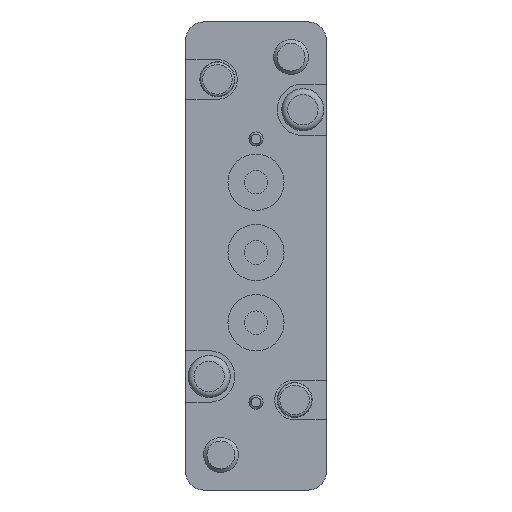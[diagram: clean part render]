
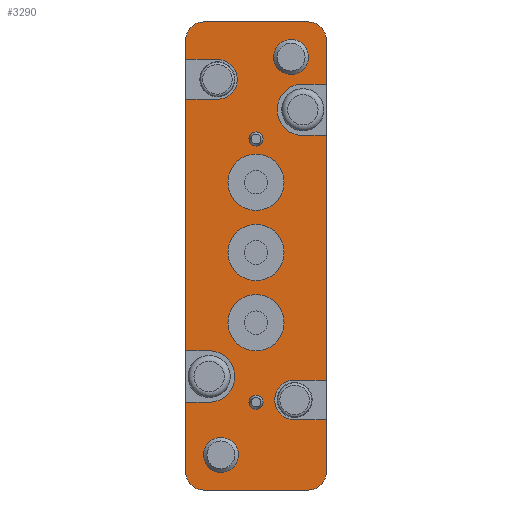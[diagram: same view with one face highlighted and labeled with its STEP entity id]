
A CAD part, front view. The second image highlights one B-rep face of the part: STEP entity #3290.
In plain terms, the highlighted planar face has unit normal (0, -1, 0).
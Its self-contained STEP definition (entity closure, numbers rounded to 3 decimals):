
#109=CIRCLE('',#3524,2.4);
#110=CIRCLE('',#3525,2.4);
#111=CIRCLE('',#3526,2.4);
#112=CIRCLE('',#3527,0.6);
#113=CIRCLE('',#3528,0.6);
#114=CIRCLE('',#3529,1.5);
#115=CIRCLE('',#3530,1.5);
#116=CIRCLE('',#3531,1.7);
#117=CIRCLE('',#3532,2.2);
#118=CIRCLE('',#3533,1.5);
#119=CIRCLE('',#3534,1.5);
#120=CIRCLE('',#3535,1.7);
#121=CIRCLE('',#3536,2.2);
#122=CIRCLE('',#3537,1.5);
#123=CIRCLE('',#3538,1.5);
#370=ORIENTED_EDGE('',*,*,#1293,.F.);
#371=ORIENTED_EDGE('',*,*,#1294,.F.);
#372=ORIENTED_EDGE('',*,*,#1295,.F.);
#373=ORIENTED_EDGE('',*,*,#1296,.F.);
#374=ORIENTED_EDGE('',*,*,#1297,.F.);
#375=ORIENTED_EDGE('',*,*,#1298,.T.);
#376=ORIENTED_EDGE('',*,*,#1253,.F.);
#377=ORIENTED_EDGE('',*,*,#1299,.F.);
#378=ORIENTED_EDGE('',*,*,#1300,.F.);
#379=ORIENTED_EDGE('',*,*,#1301,.F.);
#380=ORIENTED_EDGE('',*,*,#1281,.F.);
#381=ORIENTED_EDGE('',*,*,#1302,.T.);
#382=ORIENTED_EDGE('',*,*,#1303,.T.);
#383=ORIENTED_EDGE('',*,*,#1304,.T.);
#384=ORIENTED_EDGE('',*,*,#1277,.F.);
#385=ORIENTED_EDGE('',*,*,#1305,.T.);
#386=ORIENTED_EDGE('',*,*,#1306,.T.);
#387=ORIENTED_EDGE('',*,*,#1307,.T.);
#388=ORIENTED_EDGE('',*,*,#1273,.F.);
#389=ORIENTED_EDGE('',*,*,#1308,.F.);
#390=ORIENTED_EDGE('',*,*,#1309,.F.);
#391=ORIENTED_EDGE('',*,*,#1310,.F.);
#392=ORIENTED_EDGE('',*,*,#1239,.F.);
#393=ORIENTED_EDGE('',*,*,#1311,.T.);
#394=ORIENTED_EDGE('',*,*,#1312,.T.);
#395=ORIENTED_EDGE('',*,*,#1313,.T.);
#396=ORIENTED_EDGE('',*,*,#1235,.F.);
#397=ORIENTED_EDGE('',*,*,#1314,.T.);
#398=ORIENTED_EDGE('',*,*,#1315,.T.);
#399=ORIENTED_EDGE('',*,*,#1316,.F.);
#400=ORIENTED_EDGE('',*,*,#1317,.F.);
#1235=EDGE_CURVE('',#1692,#1693,#2013,.T.);
#1239=EDGE_CURVE('',#1696,#1697,#2017,.T.);
#1253=EDGE_CURVE('',#1710,#1690,#2029,.T.);
#1273=EDGE_CURVE('',#1729,#1730,#2048,.T.);
#1277=EDGE_CURVE('',#1733,#1734,#2052,.T.);
#1281=EDGE_CURVE('',#1737,#1738,#2056,.T.);
#1293=EDGE_CURVE('',#1749,#1749,#109,.T.);
#1294=EDGE_CURVE('',#1750,#1750,#110,.T.);
#1295=EDGE_CURVE('',#1751,#1751,#111,.T.);
#1296=EDGE_CURVE('',#1752,#1752,#112,.F.);
#1297=EDGE_CURVE('',#1753,#1753,#113,.F.);
#1298=EDGE_CURVE('',#1754,#1690,#2066,.T.);
#1299=EDGE_CURVE('',#1755,#1710,#114,.T.);
#1300=EDGE_CURVE('',#1756,#1755,#2067,.T.);
#1301=EDGE_CURVE('',#1738,#1756,#115,.T.);
#1302=EDGE_CURVE('',#1737,#1757,#2068,.T.);
#1303=EDGE_CURVE('',#1757,#1758,#116,.T.);
#1304=EDGE_CURVE('',#1758,#1734,#2069,.T.);
#1305=EDGE_CURVE('',#1733,#1759,#2070,.T.);
#1306=EDGE_CURVE('',#1759,#1760,#117,.T.);
#1307=EDGE_CURVE('',#1760,#1730,#2071,.T.);
#1308=EDGE_CURVE('',#1761,#1729,#118,.T.);
#1309=EDGE_CURVE('',#1762,#1761,#2072,.T.);
#1310=EDGE_CURVE('',#1697,#1762,#119,.T.);
#1311=EDGE_CURVE('',#1696,#1763,#2073,.T.);
#1312=EDGE_CURVE('',#1763,#1764,#120,.T.);
#1313=EDGE_CURVE('',#1764,#1693,#2074,.T.);
#1314=EDGE_CURVE('',#1692,#1765,#2075,.T.);
#1315=EDGE_CURVE('',#1765,#1754,#121,.T.);
#1316=EDGE_CURVE('',#1766,#1766,#122,.F.);
#1317=EDGE_CURVE('',#1767,#1767,#123,.F.);
#1690=VERTEX_POINT('',#4962);
#1692=VERTEX_POINT('',#4966);
#1693=VERTEX_POINT('',#4968);
#1696=VERTEX_POINT('',#4974);
#1697=VERTEX_POINT('',#4976);
#1710=VERTEX_POINT('',#5002);
#1729=VERTEX_POINT('',#5042);
#1730=VERTEX_POINT('',#5044);
#1733=VERTEX_POINT('',#5050);
#1734=VERTEX_POINT('',#5052);
#1737=VERTEX_POINT('',#5058);
#1738=VERTEX_POINT('',#5060);
#1749=VERTEX_POINT('',#5084);
#1750=VERTEX_POINT('',#5086);
#1751=VERTEX_POINT('',#5088);
#1752=VERTEX_POINT('',#5090);
#1753=VERTEX_POINT('',#5092);
#1754=VERTEX_POINT('',#5094);
#1755=VERTEX_POINT('',#5096);
#1756=VERTEX_POINT('',#5098);
#1757=VERTEX_POINT('',#5101);
#1758=VERTEX_POINT('',#5103);
#1759=VERTEX_POINT('',#5106);
#1760=VERTEX_POINT('',#5108);
#1761=VERTEX_POINT('',#5111);
#1762=VERTEX_POINT('',#5113);
#1763=VERTEX_POINT('',#5116);
#1764=VERTEX_POINT('',#5118);
#1765=VERTEX_POINT('',#5121);
#1766=VERTEX_POINT('',#5124);
#1767=VERTEX_POINT('',#5126);
#2013=LINE('',#4967,#2370);
#2017=LINE('',#4975,#2374);
#2029=LINE('',#5003,#2386);
#2048=LINE('',#5043,#2405);
#2052=LINE('',#5051,#2409);
#2056=LINE('',#5059,#2413);
#2066=LINE('',#5093,#2423);
#2067=LINE('',#5097,#2424);
#2068=LINE('',#5100,#2425);
#2069=LINE('',#5104,#2426);
#2070=LINE('',#5105,#2427);
#2071=LINE('',#5109,#2428);
#2072=LINE('',#5112,#2429);
#2073=LINE('',#5115,#2430);
#2074=LINE('',#5119,#2431);
#2075=LINE('',#5120,#2432);
#2370=VECTOR('',#3937,1000.);
#2374=VECTOR('',#3941,1000.);
#2386=VECTOR('',#3957,1000.);
#2405=VECTOR('',#3980,1000.);
#2409=VECTOR('',#3984,1000.);
#2413=VECTOR('',#3988,1000.);
#2423=VECTOR('',#4014,1000.);
#2424=VECTOR('',#4017,1000.);
#2425=VECTOR('',#4020,1000.);
#2426=VECTOR('',#4023,1000.);
#2427=VECTOR('',#4024,1000.);
#2428=VECTOR('',#4027,1000.);
#2429=VECTOR('',#4030,1000.);
#2430=VECTOR('',#4033,1000.);
#2431=VECTOR('',#4036,1000.);
#2432=VECTOR('',#4037,1000.);
#2665=EDGE_LOOP('',(#370));
#2666=EDGE_LOOP('',(#371));
#2667=EDGE_LOOP('',(#372));
#2668=EDGE_LOOP('',(#373));
#2669=EDGE_LOOP('',(#374));
#2670=EDGE_LOOP('',(#375,#376,#377,#378,#379,#380,#381,#382,#383,#384,#385,
#386,#387,#388,#389,#390,#391,#392,#393,#394,#395,#396,#397,#398));
#2671=EDGE_LOOP('',(#399));
#2672=EDGE_LOOP('',(#400));
#2912=FACE_BOUND('',#2665,.T.);
#2913=FACE_BOUND('',#2666,.T.);
#2914=FACE_BOUND('',#2667,.T.);
#2915=FACE_BOUND('',#2668,.T.);
#2916=FACE_BOUND('',#2669,.T.);
#2917=FACE_BOUND('',#2670,.T.);
#2918=FACE_BOUND('',#2671,.T.);
#2919=FACE_BOUND('',#2672,.T.);
#3150=PLANE('',#3523);
#3290=ADVANCED_FACE('',(#2912,#2913,#2914,#2915,#2916,#2917,#2918,#2919),
#3150,.F.);
#3523=AXIS2_PLACEMENT_3D('',#5082,#4002,#4003);
#3524=AXIS2_PLACEMENT_3D('',#5083,#4004,#4005);
#3525=AXIS2_PLACEMENT_3D('',#5085,#4006,#4007);
#3526=AXIS2_PLACEMENT_3D('',#5087,#4008,#4009);
#3527=AXIS2_PLACEMENT_3D('',#5089,#4010,#4011);
#3528=AXIS2_PLACEMENT_3D('',#5091,#4012,#4013);
#3529=AXIS2_PLACEMENT_3D('',#5095,#4015,#4016);
#3530=AXIS2_PLACEMENT_3D('',#5099,#4018,#4019);
#3531=AXIS2_PLACEMENT_3D('',#5102,#4021,#4022);
#3532=AXIS2_PLACEMENT_3D('',#5107,#4025,#4026);
#3533=AXIS2_PLACEMENT_3D('',#5110,#4028,#4029);
#3534=AXIS2_PLACEMENT_3D('',#5114,#4031,#4032);
#3535=AXIS2_PLACEMENT_3D('',#5117,#4034,#4035);
#3536=AXIS2_PLACEMENT_3D('',#5122,#4038,#4039);
#3537=AXIS2_PLACEMENT_3D('',#5123,#4040,#4041);
#3538=AXIS2_PLACEMENT_3D('',#5125,#4042,#4043);
#3937=DIRECTION('',(0.,0.,1.));
#3941=DIRECTION('',(0.,0.,1.));
#3957=DIRECTION('',(0.,0.,1.));
#3980=DIRECTION('',(0.,0.,-1.));
#3984=DIRECTION('',(0.,0.,-1.));
#3988=DIRECTION('',(0.,0.,-1.));
#4002=DIRECTION('',(0.,1.,0.));
#4003=DIRECTION('',(0.,0.,1.));
#4004=DIRECTION('',(0.,-1.,0.));
#4005=DIRECTION('',(0.,0.,-1.));
#4006=DIRECTION('',(0.,-1.,0.));
#4007=DIRECTION('',(0.,0.,-1.));
#4008=DIRECTION('',(0.,-1.,0.));
#4009=DIRECTION('',(0.,0.,-1.));
#4010=DIRECTION('',(0.,1.,0.));
#4011=DIRECTION('',(0.,0.,1.));
#4012=DIRECTION('',(0.,1.,0.));
#4013=DIRECTION('',(0.,0.,1.));
#4014=DIRECTION('',(-1.,0.,0.));
#4015=DIRECTION('',(0.,1.,0.));
#4016=DIRECTION('',(1.,0.,0.));
#4017=DIRECTION('',(-1.,0.,0.));
#4018=DIRECTION('',(0.,1.,0.));
#4019=DIRECTION('',(1.,0.,0.));
#4020=DIRECTION('',(-1.,0.,0.));
#4021=DIRECTION('',(0.,1.,0.));
#4022=DIRECTION('',(1.,0.,0.));
#4023=DIRECTION('',(1.,0.,0.));
#4024=DIRECTION('',(-1.,0.,0.));
#4025=DIRECTION('',(0.,1.,0.));
#4026=DIRECTION('',(1.,0.,0.));
#4027=DIRECTION('',(1.,0.,0.));
#4028=DIRECTION('',(0.,1.,0.));
#4029=DIRECTION('',(1.,0.,0.));
#4030=DIRECTION('',(1.,0.,0.));
#4031=DIRECTION('',(0.,1.,0.));
#4032=DIRECTION('',(1.,0.,0.));
#4033=DIRECTION('',(1.,0.,0.));
#4034=DIRECTION('',(0.,1.,0.));
#4035=DIRECTION('',(1.,0.,0.));
#4036=DIRECTION('',(-1.,0.,0.));
#4037=DIRECTION('',(1.,0.,0.));
#4038=DIRECTION('',(0.,1.,0.));
#4039=DIRECTION('',(1.,0.,0.));
#4040=DIRECTION('',(0.,1.,0.));
#4041=DIRECTION('',(0.,0.,1.));
#4042=DIRECTION('',(0.,1.,0.));
#4043=DIRECTION('',(0.,0.,1.));
#4962=CARTESIAN_POINT('',(-6.,0.,-12.5));
#4966=CARTESIAN_POINT('',(-6.,0.,-8.1));
#4967=CARTESIAN_POINT('',(-6.,0.,-20.));
#4968=CARTESIAN_POINT('',(-6.,0.,13.4));
#4974=CARTESIAN_POINT('',(-6.,0.,16.8));
#4975=CARTESIAN_POINT('',(-6.,0.,-20.));
#4976=CARTESIAN_POINT('',(-6.,0.,18.5));
#5002=CARTESIAN_POINT('',(-6.,0.,-18.5));
#5003=CARTESIAN_POINT('',(-6.,0.,-20.));
#5042=CARTESIAN_POINT('',(6.,0.,18.5));
#5043=CARTESIAN_POINT('',(6.,0.,20.));
#5044=CARTESIAN_POINT('',(6.,0.,14.7));
#5050=CARTESIAN_POINT('',(6.,0.,10.3));
#5051=CARTESIAN_POINT('',(6.,0.,20.));
#5052=CARTESIAN_POINT('',(6.,0.,-10.6));
#5058=CARTESIAN_POINT('',(6.,0.,-14.));
#5059=CARTESIAN_POINT('',(6.,0.,20.));
#5060=CARTESIAN_POINT('',(6.,0.,-18.5));
#5082=CARTESIAN_POINT('',(0.,0.,0.));
#5083=CARTESIAN_POINT('',(0.,0.,6.3));
#5084=CARTESIAN_POINT('',(0.,0.,3.9));
#5085=CARTESIAN_POINT('',(0.,0.,-5.7));
#5086=CARTESIAN_POINT('',(0.,0.,-8.1));
#5087=CARTESIAN_POINT('',(0.,0.,0.3));
#5088=CARTESIAN_POINT('',(0.,0.,-2.1));
#5089=CARTESIAN_POINT('',(0.,0.,-12.5));
#5090=CARTESIAN_POINT('',(0.,0.,-11.9));
#5091=CARTESIAN_POINT('',(0.,0.,10.));
#5092=CARTESIAN_POINT('',(0.,0.,10.6));
#5093=CARTESIAN_POINT('',(-4.,0.,-12.5));
#5094=CARTESIAN_POINT('',(-4.,0.,-12.5));
#5095=CARTESIAN_POINT('',(-4.5,0.,-18.5));
#5096=CARTESIAN_POINT('',(-4.5,0.,-20.));
#5097=CARTESIAN_POINT('',(6.,0.,-20.));
#5098=CARTESIAN_POINT('',(4.5,0.,-20.));
#5099=CARTESIAN_POINT('',(4.5,0.,-18.5));
#5100=CARTESIAN_POINT('',(6.,0.,-14.));
#5101=CARTESIAN_POINT('',(3.3,0.,-14.));
#5102=CARTESIAN_POINT('',(3.3,0.,-12.3));
#5103=CARTESIAN_POINT('',(3.3,0.,-10.6));
#5104=CARTESIAN_POINT('',(3.3,0.,-10.6));
#5105=CARTESIAN_POINT('',(6.,0.,10.3));
#5106=CARTESIAN_POINT('',(4.,0.,10.3));
#5107=CARTESIAN_POINT('',(4.,0.,12.5));
#5108=CARTESIAN_POINT('',(4.,0.,14.7));
#5109=CARTESIAN_POINT('',(4.,0.,14.7));
#5110=CARTESIAN_POINT('',(4.5,0.,18.5));
#5111=CARTESIAN_POINT('',(4.5,0.,20.));
#5112=CARTESIAN_POINT('',(-6.,0.,20.));
#5113=CARTESIAN_POINT('',(-4.5,0.,20.));
#5114=CARTESIAN_POINT('',(-4.5,0.,18.5));
#5115=CARTESIAN_POINT('',(-6.,0.,16.8));
#5116=CARTESIAN_POINT('',(-3.3,0.,16.8));
#5117=CARTESIAN_POINT('',(-3.3,0.,15.1));
#5118=CARTESIAN_POINT('',(-3.3,0.,13.4));
#5119=CARTESIAN_POINT('',(-3.3,0.,13.4));
#5120=CARTESIAN_POINT('',(-6.,0.,-8.1));
#5121=CARTESIAN_POINT('',(-4.,0.,-8.1));
#5122=CARTESIAN_POINT('',(-4.,0.,-10.3));
#5123=CARTESIAN_POINT('',(-3.,0.,-17.));
#5124=CARTESIAN_POINT('',(-3.,0.,-15.5));
#5125=CARTESIAN_POINT('',(3.,0.,17.));
#5126=CARTESIAN_POINT('',(3.,0.,18.5));
